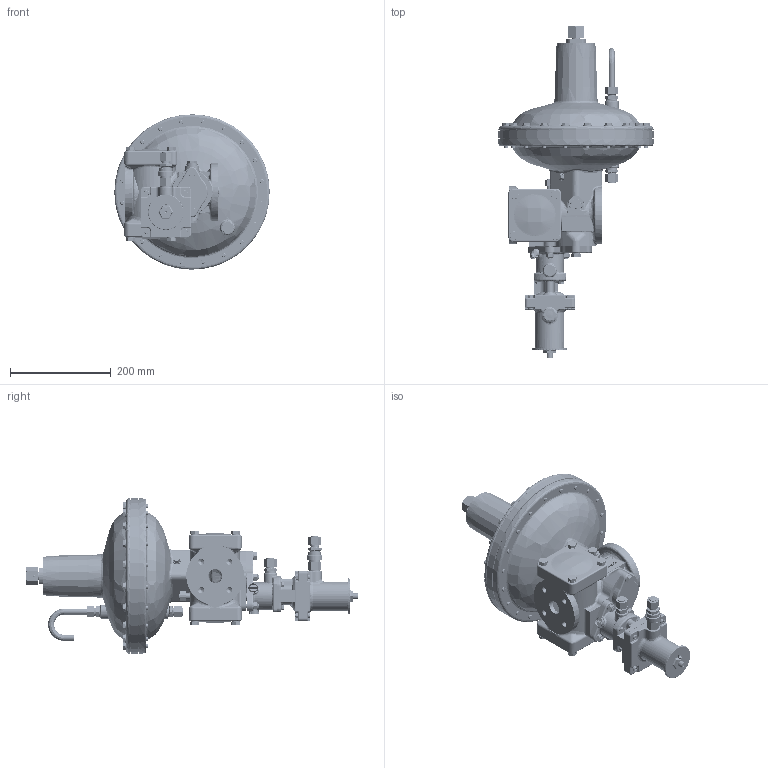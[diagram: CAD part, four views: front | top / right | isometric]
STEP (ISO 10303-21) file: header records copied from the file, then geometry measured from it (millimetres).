
FILE_DESCRIPTION (( 'STEP AP214' ), '1' );
FILE_NAME ('V_MB_HON370_25_RE1SM_K1a_K2a_-_.STEP', '2017-03-02T12:15:58', ( '' ), ( '' ), 'SwSTEP 2.0', 'SolidWorks 2015', '' );
FILE_SCHEMA (( 'AUTOMOTIVE_DESIGN' ));
Length unit declared in the file: millimetre
Products named in the file (1): V_MB_HON370_25_RE1SM_K1a_K2a_-_
Bounding box: 308 x 658.8 x 308 mm (x, y, z)
Volume: 4394237.6 mm3; surface area: 1177082.5 mm2
Topology: 142 solids, 143 shells, 5504 faces, 13199 edges, 8058 vertices
Faces by surface type: plane 1847, cylinder 1650, cone 1069, bspline 938
Entity records: 218104 total; most frequent: CARTESIAN_POINT 94680, ORIENTED_EDGE 26124, DIRECTION 24381, EDGE_CURVE 13062, AXIS2_PLACEMENT_3D 9729, VERTEX_POINT 8058, EDGE_LOOP 6124, ADVANCED_FACE 5504
